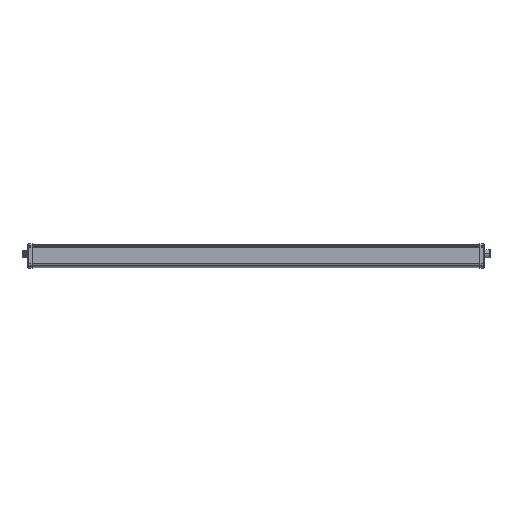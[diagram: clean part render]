
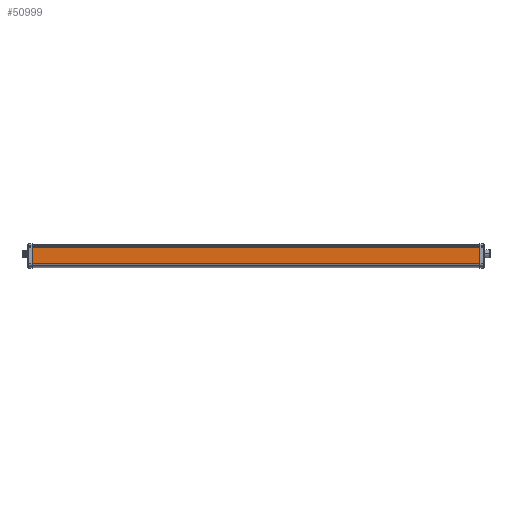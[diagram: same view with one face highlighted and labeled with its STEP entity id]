
A CAD part, top view. The second image highlights one B-rep face of the part: STEP entity #50999.
In plain terms, the highlighted planar face has unit normal (0, 0, 1).
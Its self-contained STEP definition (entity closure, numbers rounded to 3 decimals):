
#18268=DIRECTION('',(0.,-1.,0.));
#18269=VECTOR('',#18268,29.273);
#18270=CARTESIAN_POINT('',(431.5,-6.581,16.));
#18271=LINE('',#18270,#18269);
#18460=DIRECTION('',(0.,-1.,0.));
#18461=VECTOR('',#18460,1.146);
#18462=CARTESIAN_POINT('',(431.5,-35.854,16.));
#18463=LINE('',#18462,#18461);
#18464=DIRECTION('',(1.,0.,0.));
#18465=VECTOR('',#18464,863.);
#18466=CARTESIAN_POINT('',(-431.5,-37.,16.));
#18467=LINE('',#18466,#18465);
#18468=DIRECTION('',(0.,-1.,0.));
#18469=VECTOR('',#18468,1.146);
#18470=CARTESIAN_POINT('',(-431.5,-35.854,16.));
#18471=LINE('',#18470,#18469);
#18472=DIRECTION('',(-1.,0.,0.));
#18473=VECTOR('',#18472,863.);
#18474=CARTESIAN_POINT('',(431.5,-6.581,16.));
#18475=LINE('',#18474,#18473);
#38729=DIRECTION('',(0.,-1.,0.));
#38730=VECTOR('',#38729,29.273);
#38731=CARTESIAN_POINT('',(-431.5,-6.581,16.));
#38732=LINE('',#38731,#38730);
#39282=CARTESIAN_POINT('',(-431.5,-6.581,16.));
#39284=VERTEX_POINT('',#39282);
#39288=CARTESIAN_POINT('',(431.5,-6.581,16.));
#39289=VERTEX_POINT('',#39288);
#39744=CARTESIAN_POINT('',(-431.5,-35.854,16.));
#39746=VERTEX_POINT('',#39744);
#39770=CARTESIAN_POINT('',(-431.5,-37.,16.));
#39771=VERTEX_POINT('',#39770);
#40780=CARTESIAN_POINT('',(431.5,-35.854,16.));
#40782=VERTEX_POINT('',#40780);
#40810=CARTESIAN_POINT('',(431.5,-37.,16.));
#40811=VERTEX_POINT('',#40810);
#50982=CARTESIAN_POINT('',(-431.5,-6.414,16.));
#50983=DIRECTION('',(0.,0.,1.));
#50984=DIRECTION('',(0.,-1.,0.));
#50985=AXIS2_PLACEMENT_3D('',#50982,#50983,#50984);
#50986=PLANE('',#50985);
#50987=ORIENTED_EDGE('',*,*,#50959,.T.);
#50989=ORIENTED_EDGE('',*,*,#50988,.F.);
#50991=ORIENTED_EDGE('',*,*,#50990,.F.);
#50993=ORIENTED_EDGE('',*,*,#50992,.F.);
#50995=ORIENTED_EDGE('',*,*,#50994,.F.);
#50996=ORIENTED_EDGE('',*,*,#50778,.T.);
#50997=EDGE_LOOP('',(#50987,#50989,#50991,#50993,#50995,#50996));
#50998=FACE_OUTER_BOUND('',#50997,.F.);
#50999=ADVANCED_FACE('',(#50998),#50986,.T.);
#50778=EDGE_CURVE('',#39289,#40782,#18271,.T.);
#50959=EDGE_CURVE('',#40782,#40811,#18463,.T.);
#50988=EDGE_CURVE('',#39771,#40811,#18467,.T.);
#50990=EDGE_CURVE('',#39746,#39771,#18471,.T.);
#50992=EDGE_CURVE('',#39284,#39746,#38732,.T.);
#50994=EDGE_CURVE('',#39289,#39284,#18475,.T.);
